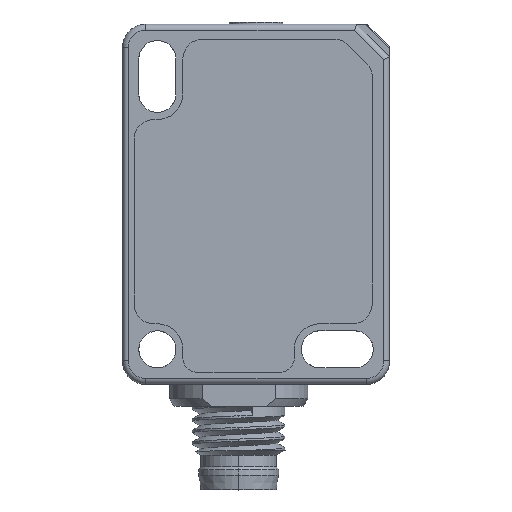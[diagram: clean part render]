
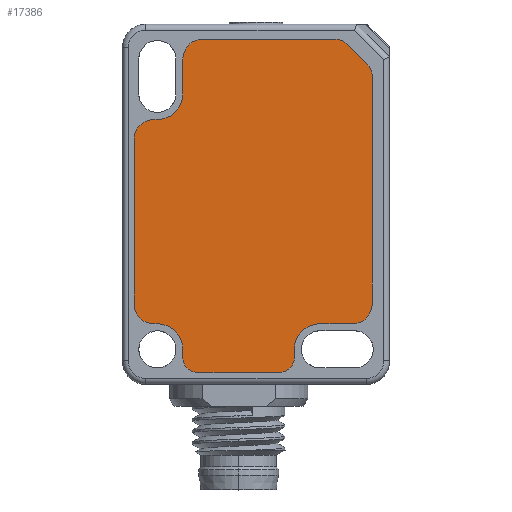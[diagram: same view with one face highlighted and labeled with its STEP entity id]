
A CAD part, top view. The second image highlights one B-rep face of the part: STEP entity #17386.
In plain terms, the highlighted planar face has unit normal (0, 0, 1).
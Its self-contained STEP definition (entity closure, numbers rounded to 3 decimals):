
#5928=DIRECTION('',(0.,1.,0.));
#5929=VECTOR('',#5928,19.686);
#5930=CARTESIAN_POINT('',(21.5,6.9,5.95));
#5931=LINE('',#5930,#5929);
#5936=CARTESIAN_POINT('',(19.8,6.9,5.95));
#5937=DIRECTION('',(0.,0.,1.));
#5938=DIRECTION('',(0.,-1.,0.));
#5939=AXIS2_PLACEMENT_3D('',#5936,#5937,#5938);
#5949=DIRECTION('',(1.,0.,0.));
#5950=VECTOR('',#5949,2.8);
#5951=CARTESIAN_POINT('',(17.,5.2,5.95));
#5952=LINE('',#5951,#5950);
#5957=CARTESIAN_POINT('',(17.,3.,5.95));
#5958=DIRECTION('',(0.,0.,1.));
#5959=DIRECTION('',(0.,1.,0.));
#5960=AXIS2_PLACEMENT_3D('',#5957,#5958,#5959);
#5970=DIRECTION('',(0.,1.,0.));
#5971=VECTOR('',#5970,0.7);
#5972=CARTESIAN_POINT('',(14.8,2.3,5.95));
#5973=LINE('',#5972,#5971);
#5978=CARTESIAN_POINT('',(13.5,2.3,5.95));
#5979=DIRECTION('',(0.,0.,1.));
#5980=DIRECTION('',(0.,-1.,0.));
#5981=AXIS2_PLACEMENT_3D('',#5978,#5979,#5980);
#5991=DIRECTION('',(1.,0.,0.));
#5992=VECTOR('',#5991,7.);
#5993=CARTESIAN_POINT('',(6.5,1.,5.95));
#5994=LINE('',#5993,#5992);
#5999=CARTESIAN_POINT('',(6.5,2.3,5.95));
#6000=DIRECTION('',(0.,0.,1.));
#6001=DIRECTION('',(-1.,0.,0.));
#6002=AXIS2_PLACEMENT_3D('',#5999,#6000,#6001);
#6012=DIRECTION('',(0.,-1.,0.));
#6013=VECTOR('',#6012,0.7);
#6014=CARTESIAN_POINT('',(5.2,3.,5.95));
#6015=LINE('',#6014,#6013);
#6020=CARTESIAN_POINT('',(3.,3.,5.95));
#6021=DIRECTION('',(0.,0.,1.));
#6022=DIRECTION('',(1.,0.,0.));
#6023=AXIS2_PLACEMENT_3D('',#6020,#6021,#6022);
#6033=DIRECTION('',(1.,0.,0.));
#6034=VECTOR('',#6033,0.3);
#6035=CARTESIAN_POINT('',(2.7,5.2,5.95));
#6036=LINE('',#6035,#6034);
#6041=CARTESIAN_POINT('',(2.7,6.9,5.95));
#6042=DIRECTION('',(0.,0.,1.));
#6043=DIRECTION('',(-1.,0.,0.));
#6044=AXIS2_PLACEMENT_3D('',#6041,#6042,#6043);
#6054=DIRECTION('',(0.,-1.,0.));
#6055=VECTOR('',#6054,14.2);
#6056=CARTESIAN_POINT('',(1.,21.1,5.95));
#6057=LINE('',#6056,#6055);
#6062=CARTESIAN_POINT('',(2.7,21.1,5.95));
#6063=DIRECTION('',(0.,0.,1.));
#6064=DIRECTION('',(0.,1.,0.));
#6065=AXIS2_PLACEMENT_3D('',#6062,#6063,#6064);
#6075=DIRECTION('',(-1.,0.,0.));
#6076=VECTOR('',#6075,0.3);
#6077=CARTESIAN_POINT('',(3.,22.8,5.95));
#6078=LINE('',#6077,#6076);
#6083=CARTESIAN_POINT('',(3.,25.,5.95));
#6084=DIRECTION('',(0.,0.,1.));
#6085=DIRECTION('',(0.,-1.,0.));
#6086=AXIS2_PLACEMENT_3D('',#6083,#6084,#6085);
#6096=DIRECTION('',(0.,-1.,0.));
#6097=VECTOR('',#6096,3.);
#6098=CARTESIAN_POINT('',(5.2,28.,5.95));
#6099=LINE('',#6098,#6097);
#6104=CARTESIAN_POINT('',(6.9,28.,5.95));
#6105=DIRECTION('',(0.,0.,1.));
#6106=DIRECTION('',(0.,1.,0.));
#6107=AXIS2_PLACEMENT_3D('',#6104,#6105,#6106);
#6117=DIRECTION('',(-1.,0.,0.));
#6118=VECTOR('',#6117,11.486);
#6119=CARTESIAN_POINT('',(18.386,29.7,5.95));
#6120=LINE('',#6119,#6118);
#6125=CARTESIAN_POINT('',(18.386,28.4,5.95));
#6126=DIRECTION('',(0.,0.,-1.));
#6127=DIRECTION('',(0.,1.,0.));
#6128=AXIS2_PLACEMENT_3D('',#6125,#6126,#6127);
#6138=DIRECTION('',(-0.707,0.707,0.));
#6139=VECTOR('',#6138,2.565);
#6140=CARTESIAN_POINT('',(21.119,27.505,5.95));
#6141=LINE('',#6140,#6139);
#6142=CARTESIAN_POINT('',(20.2,26.586,5.95));
#6143=DIRECTION('',(0.,0.,-1.));
#6144=DIRECTION('',(0.707,0.707,0.));
#6145=AXIS2_PLACEMENT_3D('',#6142,#6143,#6144);
#7219=CARTESIAN_POINT('',(21.5,6.9,5.95));
#7220=CARTESIAN_POINT('',(21.5,26.586,5.95));
#7221=VERTEX_POINT('',#7219);
#7222=VERTEX_POINT('',#7220);
#7223=CARTESIAN_POINT('',(21.119,27.505,5.95));
#7224=VERTEX_POINT('',#7223);
#7225=CARTESIAN_POINT('',(18.386,29.7,5.95));
#7226=CARTESIAN_POINT('',(19.305,29.319,5.95));
#7227=VERTEX_POINT('',#7225);
#7228=VERTEX_POINT('',#7226);
#7229=CARTESIAN_POINT('',(6.9,29.7,5.95));
#7230=VERTEX_POINT('',#7229);
#7231=CARTESIAN_POINT('',(5.2,28.,5.95));
#7232=VERTEX_POINT('',#7231);
#7233=CARTESIAN_POINT('',(5.2,25.,5.95));
#7234=VERTEX_POINT('',#7233);
#7235=CARTESIAN_POINT('',(3.,22.8,5.95));
#7236=VERTEX_POINT('',#7235);
#7237=CARTESIAN_POINT('',(2.7,22.8,5.95));
#7238=VERTEX_POINT('',#7237);
#7239=CARTESIAN_POINT('',(1.,21.1,5.95));
#7240=VERTEX_POINT('',#7239);
#7241=CARTESIAN_POINT('',(1.,6.9,5.95));
#7242=VERTEX_POINT('',#7241);
#7243=CARTESIAN_POINT('',(2.7,5.2,5.95));
#7244=VERTEX_POINT('',#7243);
#7245=CARTESIAN_POINT('',(3.,5.2,5.95));
#7246=VERTEX_POINT('',#7245);
#7247=CARTESIAN_POINT('',(5.2,3.,5.95));
#7248=VERTEX_POINT('',#7247);
#7249=CARTESIAN_POINT('',(5.2,2.3,5.95));
#7250=VERTEX_POINT('',#7249);
#7251=CARTESIAN_POINT('',(6.5,1.,5.95));
#7252=VERTEX_POINT('',#7251);
#7253=CARTESIAN_POINT('',(13.5,1.,5.95));
#7254=VERTEX_POINT('',#7253);
#7255=CARTESIAN_POINT('',(14.8,2.3,5.95));
#7256=VERTEX_POINT('',#7255);
#7257=CARTESIAN_POINT('',(14.8,3.,5.95));
#7258=VERTEX_POINT('',#7257);
#7259=CARTESIAN_POINT('',(17.,5.2,5.95));
#7260=VERTEX_POINT('',#7259);
#7261=CARTESIAN_POINT('',(19.8,5.2,5.95));
#7262=VERTEX_POINT('',#7261);
#17336=CARTESIAN_POINT('',(0.,0.,5.95));
#17337=DIRECTION('',(0.,0.,1.));
#17338=DIRECTION('',(1.,0.,0.));
#17339=AXIS2_PLACEMENT_3D('',#17336,#17337,#17338);
#17340=PLANE('',#17339);
#17341=ORIENTED_EDGE('',*,*,#17319,.F.);
#17343=ORIENTED_EDGE('',*,*,#17342,.F.);
#17345=ORIENTED_EDGE('',*,*,#17344,.F.);
#17347=ORIENTED_EDGE('',*,*,#17346,.T.);
#17349=ORIENTED_EDGE('',*,*,#17348,.F.);
#17351=ORIENTED_EDGE('',*,*,#17350,.F.);
#17353=ORIENTED_EDGE('',*,*,#17352,.F.);
#17355=ORIENTED_EDGE('',*,*,#17354,.F.);
#17357=ORIENTED_EDGE('',*,*,#17356,.F.);
#17359=ORIENTED_EDGE('',*,*,#17358,.T.);
#17361=ORIENTED_EDGE('',*,*,#17360,.F.);
#17363=ORIENTED_EDGE('',*,*,#17362,.F.);
#17365=ORIENTED_EDGE('',*,*,#17364,.F.);
#17367=ORIENTED_EDGE('',*,*,#17366,.F.);
#17369=ORIENTED_EDGE('',*,*,#17368,.F.);
#17371=ORIENTED_EDGE('',*,*,#17370,.T.);
#17373=ORIENTED_EDGE('',*,*,#17372,.F.);
#17375=ORIENTED_EDGE('',*,*,#17374,.F.);
#17377=ORIENTED_EDGE('',*,*,#17376,.F.);
#17379=ORIENTED_EDGE('',*,*,#17378,.T.);
#17381=ORIENTED_EDGE('',*,*,#17380,.F.);
#17383=ORIENTED_EDGE('',*,*,#17382,.T.);
#17384=EDGE_LOOP('',(#17341,#17343,#17345,#17347,#17349,#17351,#17353,#17355,
#17357,#17359,#17361,#17363,#17365,#17367,#17369,#17371,#17373,#17375,#17377,
#17379,#17381,#17383));
#17385=FACE_OUTER_BOUND('',#17384,.F.);
#17386=ADVANCED_FACE('',(#17385),#17340,.T.);
#5940=CIRCLE('',#5939,1.7);
#5961=CIRCLE('',#5960,2.2);
#5982=CIRCLE('',#5981,1.3);
#6003=CIRCLE('',#6002,1.3);
#6024=CIRCLE('',#6023,2.2);
#6045=CIRCLE('',#6044,1.7);
#6066=CIRCLE('',#6065,1.7);
#6087=CIRCLE('',#6086,2.2);
#6108=CIRCLE('',#6107,1.7);
#6129=CIRCLE('',#6128,1.3);
#6146=CIRCLE('',#6145,1.3);
#17319=EDGE_CURVE('',#7221,#7222,#5931,.T.);
#17342=EDGE_CURVE('',#7262,#7221,#5940,.T.);
#17344=EDGE_CURVE('',#7260,#7262,#5952,.T.);
#17346=EDGE_CURVE('',#7260,#7258,#5961,.T.);
#17348=EDGE_CURVE('',#7256,#7258,#5973,.T.);
#17350=EDGE_CURVE('',#7254,#7256,#5982,.T.);
#17352=EDGE_CURVE('',#7252,#7254,#5994,.T.);
#17354=EDGE_CURVE('',#7250,#7252,#6003,.T.);
#17356=EDGE_CURVE('',#7248,#7250,#6015,.T.);
#17358=EDGE_CURVE('',#7248,#7246,#6024,.T.);
#17360=EDGE_CURVE('',#7244,#7246,#6036,.T.);
#17362=EDGE_CURVE('',#7242,#7244,#6045,.T.);
#17364=EDGE_CURVE('',#7240,#7242,#6057,.T.);
#17366=EDGE_CURVE('',#7238,#7240,#6066,.T.);
#17368=EDGE_CURVE('',#7236,#7238,#6078,.T.);
#17370=EDGE_CURVE('',#7236,#7234,#6087,.T.);
#17372=EDGE_CURVE('',#7232,#7234,#6099,.T.);
#17374=EDGE_CURVE('',#7230,#7232,#6108,.T.);
#17376=EDGE_CURVE('',#7227,#7230,#6120,.T.);
#17378=EDGE_CURVE('',#7227,#7228,#6129,.T.);
#17380=EDGE_CURVE('',#7224,#7228,#6141,.T.);
#17382=EDGE_CURVE('',#7224,#7222,#6146,.T.);
